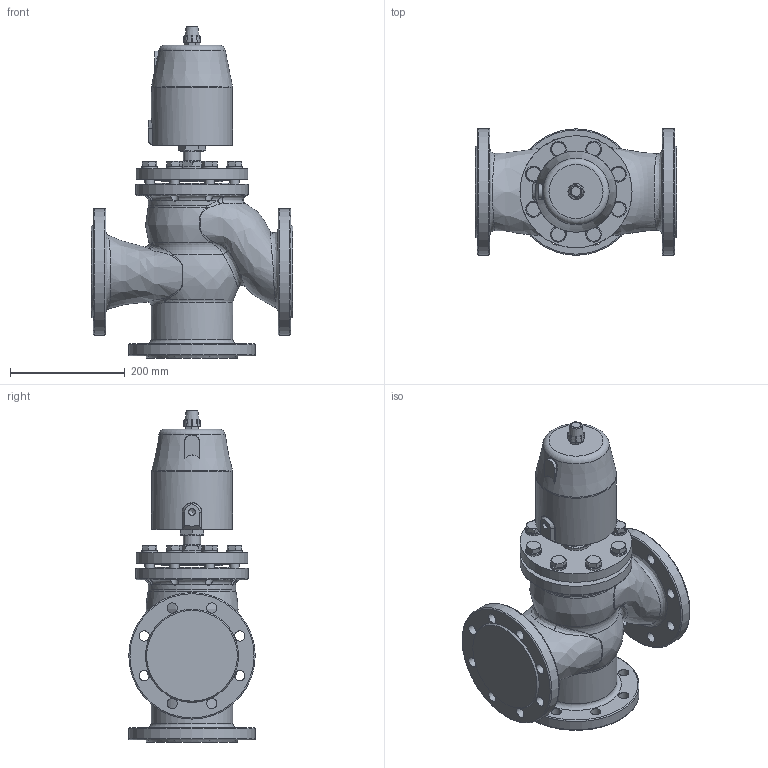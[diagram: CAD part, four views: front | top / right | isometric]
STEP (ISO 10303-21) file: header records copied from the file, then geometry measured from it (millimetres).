
FILE_DESCRIPTION(/* description */ ('3D-Modell'),/* implementation_level */ '2;1');
FILE_NAME(/* name */ '079.000394_E7909-0401-7013.stp',/* time_stamp */ '2024-11-14T08:22:41+01:00',/* author */ ('EToews'),/* organization */ (''),/* preprocessor_version */ 'ST-DEVELOPER v16.1',/* originating_system */ 'Autodesk Inventor 2016',/* authorisation */ '');
FILE_SCHEMA (('AUTOMOTIVE_DESIGN { 1 0 10303 214 3 1 1 }'));
Length unit declared in the file: millimetre
Products named in the file (1): 88-006662
Bounding box: 350 x 220 x 577.6 mm (x, y, z)
Volume: 13502699.9 mm3; surface area: 663724 mm2
Topology: 1 solids, 1 shells, 417 faces, 1101 edges, 696 vertices
Faces by surface type: plane 157, cylinder 102, cone 95, bspline 32, torus 31
Full cylindrical faces by diameter (mm): 11.445 x1, 13.835 x6, 16 x16, 18 x24, 22.49 x8, 30 x1, 55 x1, 104.95 x1, 135 x1, 141 x1, 142 x1, 195 x2, 220 x3
Entity records: 19468 total; most frequent: CARTESIAN_POINT 10371, ORIENTED_EDGE 1864, DIRECTION 1826, EDGE_CURVE 932, AXIS2_PLACEMENT_3D 809, VERTEX_POINT 622, EDGE_LOOP 598, FACE_OUTER_BOUND 416
